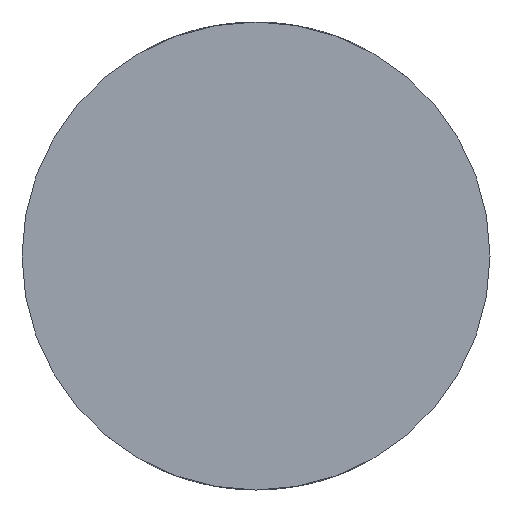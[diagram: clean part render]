
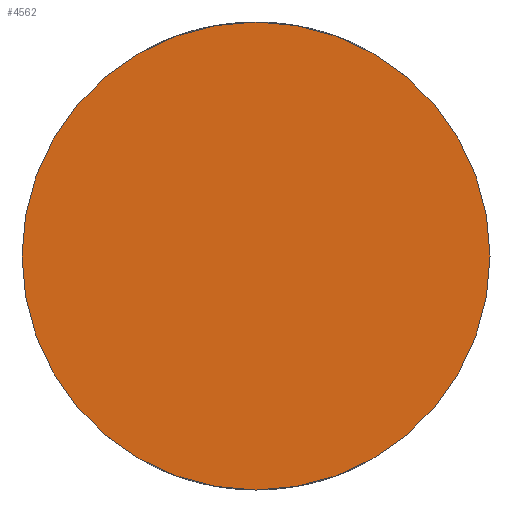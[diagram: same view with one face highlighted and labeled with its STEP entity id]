
A CAD part, left-side view. The second image highlights one B-rep face of the part: STEP entity #4562.
In plain terms, the highlighted planar face has unit normal (-1, 0, 0).
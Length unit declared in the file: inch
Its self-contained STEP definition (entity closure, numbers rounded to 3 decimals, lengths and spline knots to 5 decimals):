
#494 = FACE_OUTER_BOUND ( 'NONE', #3252, .T. ) ;
#756 = CARTESIAN_POINT ( 'NONE',  ( 0., 0., 0. ) ) ;
#2093 = EDGE_CURVE ( 'NONE', #7422, #9832, #8583, .T. ) ;
#2714 = CARTESIAN_POINT ( 'NONE',  ( 0., 0., 0.313 ) ) ;
#3205 = CARTESIAN_POINT ( 'NONE',  ( 0., 0., -0.313 ) ) ;
#3252 = EDGE_LOOP ( 'NONE', ( #13792, #12604 ) ) ;
#3682 = CARTESIAN_POINT ( 'NONE',  ( 0., 0.313, 0. ) ) ;
#3973 = DIRECTION ( 'NONE',  ( 0., 0., 1. ) ) ;
#4562 = ADVANCED_FACE ( 'NONE', ( #494 ), #13601, .F. ) ;
#5188 = DIRECTION ( 'NONE',  ( -1., 0., 0. ) ) ;
#5994 = EDGE_CURVE ( 'NONE', #9832, #7422, #10499, .T. ) ;
#6959 = CARTESIAN_POINT ( 'NONE',  ( 0., 0., 0. ) ) ;
#7023 = DIRECTION ( 'NONE',  ( 0., 0., -1. ) ) ;
#7202 = AXIS2_PLACEMENT_3D ( 'NONE', #6959, #11643, #3973 ) ;
#7422 = VERTEX_POINT ( 'NONE', #3205 ) ;
#7625 = AXIS2_PLACEMENT_3D ( 'NONE', #3682, #8111, #7023 ) ;
#8111 = DIRECTION ( 'NONE',  ( 1., 0., 0. ) ) ;
#8583 = CIRCLE ( 'NONE', #7202, 0.313 ) ;
#9107 = AXIS2_PLACEMENT_3D ( 'NONE', #756, #5188, #14021 ) ;
#9832 = VERTEX_POINT ( 'NONE', #2714 ) ;
#10499 = CIRCLE ( 'NONE', #9107, 0.313 ) ;
#11643 = DIRECTION ( 'NONE',  ( -1., 0., 0. ) ) ;
#12604 = ORIENTED_EDGE ( 'NONE', *, *, #2093, .T. ) ;
#13601 = PLANE ( 'NONE',  #7625 ) ;
#13792 = ORIENTED_EDGE ( 'NONE', *, *, #5994, .T. ) ;
#14021 = DIRECTION ( 'NONE',  ( 0., 0., 1. ) ) ;
